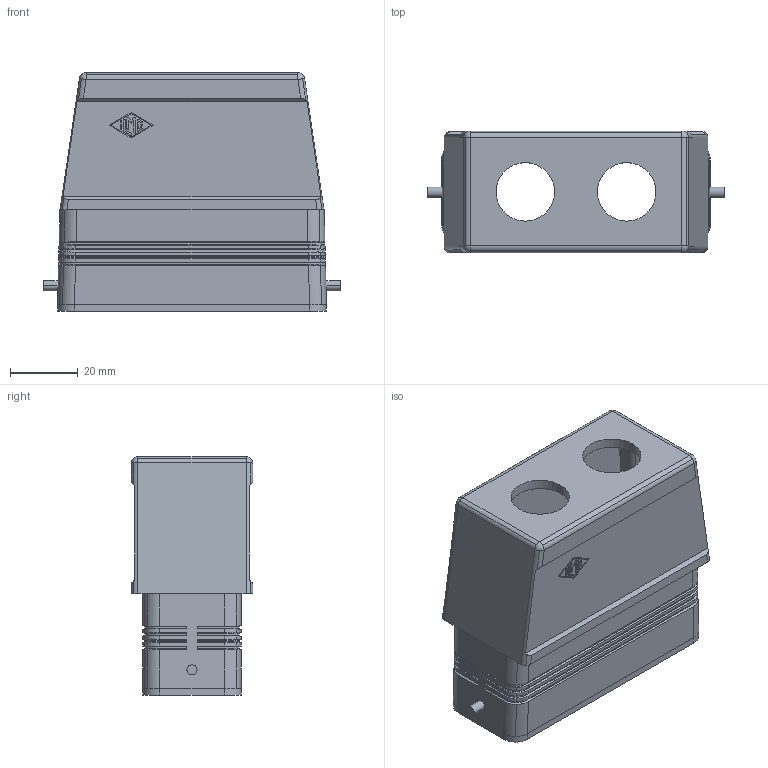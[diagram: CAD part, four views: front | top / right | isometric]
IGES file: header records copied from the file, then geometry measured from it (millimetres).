
Global section: file name: No Iges File Name specified; native system: AutoDesk Inventor R6.1; preprocessor: AutoDesk Inventor Iges Exporter R6.1; author: No Author specified; organization: No Organization specified; date: 20070103.082515; units: millimetre
Bounding box: 88 x 36 x 70.5 mm (x, y, z)
Volume: 64517.1 mm3; surface area: 33583.8 mm2
Topology: 2 solids, 2 shells, 368 faces, 951 edges, 588 vertices
Faces by surface type: plane 134, bspline 98, cylinder 96, revolution 20, cone 16, sphere 4
